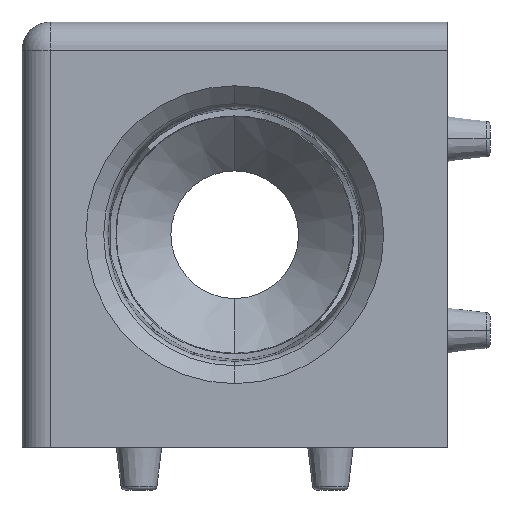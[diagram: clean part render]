
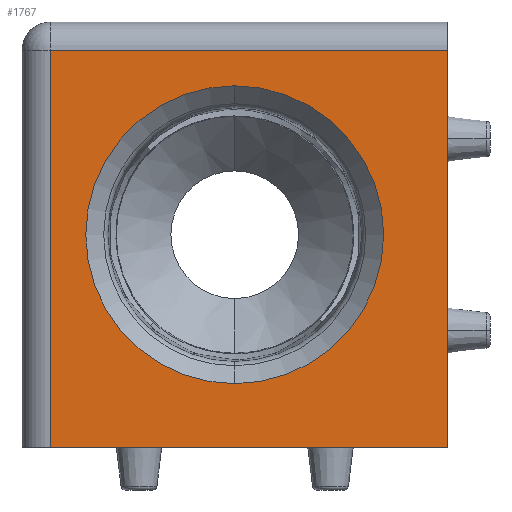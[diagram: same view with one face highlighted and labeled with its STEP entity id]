
A CAD part, front view. The second image highlights one B-rep face of the part: STEP entity #1767.
In plain terms, the highlighted planar face has unit normal (0, -1, 0).
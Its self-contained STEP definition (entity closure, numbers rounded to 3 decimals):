
#31=FACE_BOUND('',#519,.T.);
#37=PLANE('',#2009);
#152=LINE('',#3296,#251);
#174=LINE('',#3352,#273);
#178=LINE('',#3497,#277);
#179=LINE('',#3498,#278);
#251=VECTOR('',#2452,28.);
#273=VECTOR('',#2504,28.);
#277=VECTOR('',#2536,28.);
#278=VECTOR('',#2537,28.);
#387=FACE_OUTER_BOUND('',#518,.T.);
#518=EDGE_LOOP('',(#1443,#1444,#1445,#1446));
#519=EDGE_LOOP('',(#1447,#1448));
#605=CIRCLE('',#1859,10.5);
#711=CIRCLE('',#2010,10.5);
#750=VERTEX_POINT('',#2768);
#751=VERTEX_POINT('',#2770);
#864=VERTEX_POINT('',#3293);
#865=VERTEX_POINT('',#3295);
#884=VERTEX_POINT('',#3350);
#889=VERTEX_POINT('',#3496);
#915=EDGE_CURVE('',#751,#750,#605,.T.);
#1069=EDGE_CURVE('',#865,#864,#152,.T.);
#1104=EDGE_CURVE('',#884,#864,#174,.T.);
#1123=EDGE_CURVE('',#884,#889,#178,.T.);
#1124=EDGE_CURVE('',#889,#865,#179,.T.);
#1125=EDGE_CURVE('',#750,#751,#711,.T.);
#1443=ORIENTED_EDGE('',*,*,#1104,.F.);
#1444=ORIENTED_EDGE('',*,*,#1123,.T.);
#1445=ORIENTED_EDGE('',*,*,#1124,.T.);
#1446=ORIENTED_EDGE('',*,*,#1069,.T.);
#1447=ORIENTED_EDGE('',*,*,#915,.T.);
#1448=ORIENTED_EDGE('',*,*,#1125,.T.);
#1767=ADVANCED_FACE('',(#387,#31),#37,.F.);
#1859=AXIS2_PLACEMENT_3D('',#2771,#2152,#2153);
#2009=AXIS2_PLACEMENT_3D('',#3495,#2534,#2535);
#2010=AXIS2_PLACEMENT_3D('',#3499,#2538,#2539);
#2152=DIRECTION('center_axis',(0.,1.,0.));
#2153=DIRECTION('ref_axis',(0.,0.,1.));
#2452=DIRECTION('',(1.,0.,0.));
#2504=DIRECTION('',(0.,0.,-1.));
#2534=DIRECTION('center_axis',(0.,1.,0.));
#2535=DIRECTION('ref_axis',(1.,0.,0.));
#2536=DIRECTION('',(-1.,0.,0.));
#2537=DIRECTION('',(0.,0.,-1.));
#2538=DIRECTION('center_axis',(0.,1.,0.));
#2539=DIRECTION('ref_axis',(0.,0.,1.));
#2768=CARTESIAN_POINT('',(0.,-15.,10.5));
#2770=CARTESIAN_POINT('',(0.,-15.,-10.5));
#2771=CARTESIAN_POINT('Origin',(0.,-15.,0.));
#3293=CARTESIAN_POINT('',(15.,-15.,-15.));
#3295=CARTESIAN_POINT('',(-13.,-15.,-15.));
#3296=CARTESIAN_POINT('',(-15.,-15.,-15.));
#3350=CARTESIAN_POINT('',(15.,-15.,13.));
#3352=CARTESIAN_POINT('',(15.,-15.,15.));
#3495=CARTESIAN_POINT('Origin',(-15.,-15.,15.));
#3496=CARTESIAN_POINT('',(-13.,-15.,13.));
#3497=CARTESIAN_POINT('',(-15.,-15.,13.));
#3498=CARTESIAN_POINT('',(-13.,-15.,15.));
#3499=CARTESIAN_POINT('Origin',(0.,-15.,0.));
